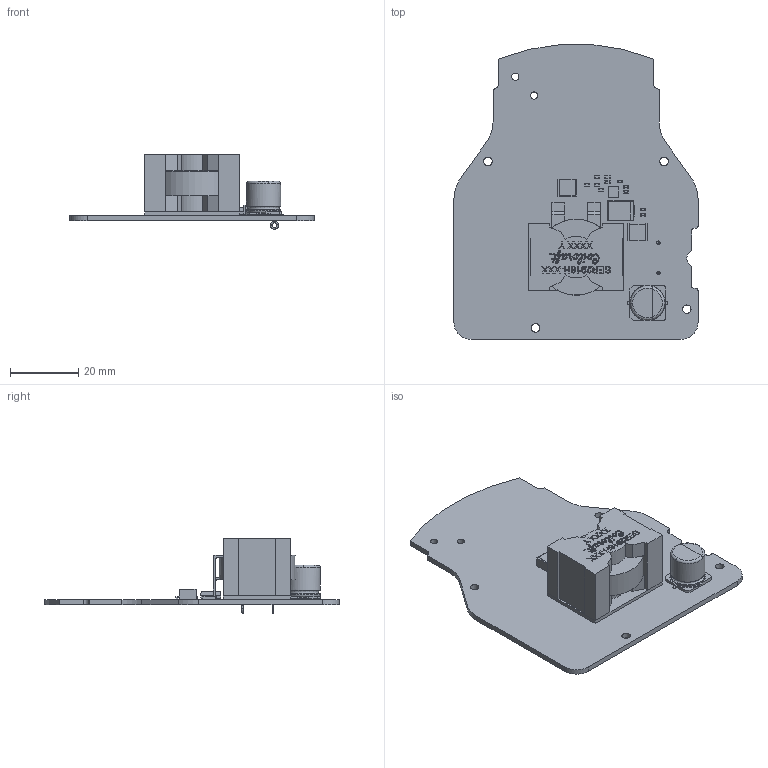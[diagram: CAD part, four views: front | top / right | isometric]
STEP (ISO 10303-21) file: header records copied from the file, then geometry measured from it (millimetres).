
FILE_DESCRIPTION(('KiCad electronic assembly'),'2;1');
FILE_NAME('BatteryPod.step','2024-05-05T08:53:44',('Pcbnew'),('Kicad'), 'Open CASCADE STEP processor 7.7','KiCad to STEP converter','Unknown' );
FILE_SCHEMA(('AUTOMOTIVE_DESIGN { 1 0 10303 214 1 1 1 1 }'));
Length unit declared in the file: millimetre
Products named in the file (18): BatteryPod 1; RTE0016C; RTE0016C_ASM; R_0603_1608Metric; C_0603_1608Metric; C_2220_5650Metric; D_SMC; Coilcraft-SER2918H; 2E805EDA-BEA4-4FEF-BC79-8B8070E3D74B; CP_Elec_10x10; TestPoint_Loop_D2.50mm_Drill1.0mm_LowProfile; BatteryPod_PCB
Assembly tree (28 placements, depth 3):
  BatteryPod 1
    RTE0016C
      RTE0016C_ASM
    R_0603_1608Metric  x4
      R_0603_1608Metric
    C_0603_1608Metric  x7
      C_0603_1608Metric
    C_2220_5650Metric  x2
      C_2220_5650Metric
    D_SMC
      D_SMC
    Coilcraft-SER2918H
      2E805EDA-BEA4-4FEF-BC79-8B8070E3D74B
    CP_Elec_10x10
      CP_Elec_10x10
    TestPoint_Loop_D2.50mm_Drill1.0mm_LowProfile  x2
      TestPoint_Loop_D2.50mm_Drill1.0mm_LowProfile
    BatteryPod_PCB
Bounding box: 71.5 x 86.38 x 21.77 mm (x, y, z)
Volume: 18191.2 mm3; surface area: 16386.8 mm2
Topology: 43 solids, 43 shells, 1273 faces, 3344 edges, 2209 vertices
Faces by surface type: plane 758, bspline 281, cylinder 227, torus 6, revolution 1
Full cylindrical faces by diameter (mm): 0.5 x4, 1 x2, 2.1 x2, 2.5 x4, 10 x2
Entity records: 38515 total; most frequent: CARTESIAN_POINT 13217, ORIENTED_EDGE 5250, DIRECTION 3773, EDGE_CURVE 2625, LINE 1798, VECTOR 1798, VERTEX_POINT 1735, FACE_BOUND 1058
